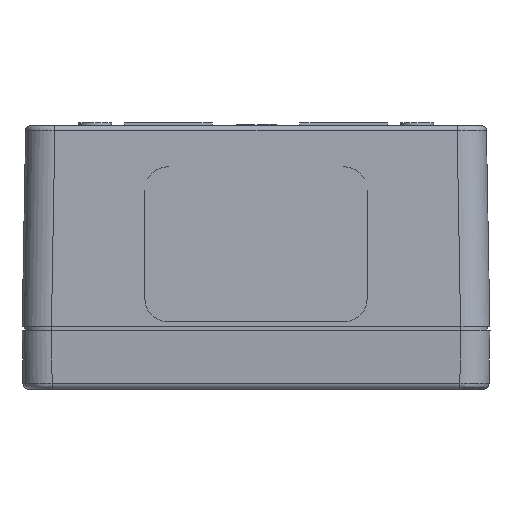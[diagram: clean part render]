
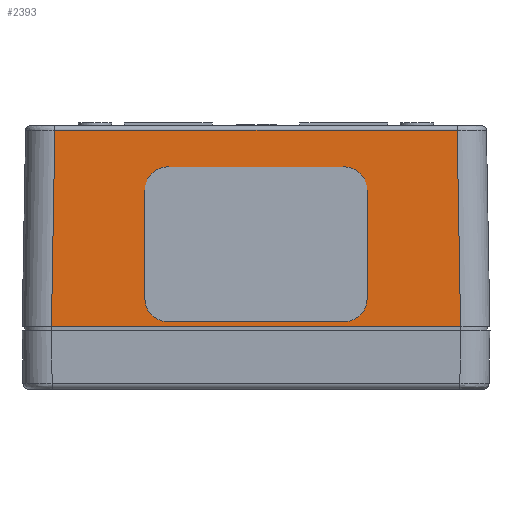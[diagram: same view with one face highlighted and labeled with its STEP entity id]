
A CAD part, left-side view. The second image highlights one B-rep face of the part: STEP entity #2393.
In plain terms, the highlighted planar face has unit normal (-1, 0, 0.018).
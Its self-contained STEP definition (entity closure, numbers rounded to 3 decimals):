
#667=CARTESIAN_POINT('',(-179.773,38.,13.016));
#668=VERTEX_POINT('',#667);
#675=CARTESIAN_POINT('',(-179.912,30.,5.017));
#676=VERTEX_POINT('',#675);
#677=CARTESIAN_POINT('',(-179.773,30.,13.016));
#678=DIRECTION('',(1.,0.,-0.017));
#679=DIRECTION('',(-0.017,0.,-1.));
#680=AXIS2_PLACEMENT_3D('',#677,#678,#679);
#681=CIRCLE('',#680,8.);
#682=EDGE_CURVE('',#676,#668,#681,.T.);
#709=CARTESIAN_POINT('',(-178.987,30.,58.009));
#710=VERTEX_POINT('',#709);
#717=CARTESIAN_POINT('',(-179.127,38.,50.01));
#718=VERTEX_POINT('',#717);
#719=CARTESIAN_POINT('',(-179.127,30.,50.01));
#720=DIRECTION('',(1.,0.0,-0.017));
#721=DIRECTION('',(0.0,1.0,0.0));
#722=AXIS2_PLACEMENT_3D('',#719,#720,#721);
#723=CIRCLE('',#722,8.);
#724=EDGE_CURVE('',#718,#710,#723,.T.);
#747=CARTESIAN_POINT('',(-179.773,38.,13.016));
#748=DIRECTION('',(0.017,0.0,1.));
#749=VECTOR('',#748,37.);
#750=LINE('',#747,#749);
#751=EDGE_CURVE('',#668,#718,#750,.T.);
#773=CARTESIAN_POINT('',(-179.127,-38.,50.01));
#774=VERTEX_POINT('',#773);
#781=CARTESIAN_POINT('',(-178.987,-30.,58.009));
#782=VERTEX_POINT('',#781);
#783=CARTESIAN_POINT('',(-179.127,-30.,50.01));
#784=DIRECTION('',(1.,0.,-0.017));
#785=DIRECTION('',(0.017,0.,1.));
#786=AXIS2_PLACEMENT_3D('',#783,#784,#785);
#787=CIRCLE('',#786,8.);
#788=EDGE_CURVE('',#782,#774,#787,.T.);
#811=CARTESIAN_POINT('',(-178.987,30.,58.009));
#812=DIRECTION('',(0.0,-1.0,0.0));
#813=VECTOR('',#812,60.);
#814=LINE('',#811,#813);
#815=EDGE_CURVE('',#710,#782,#814,.T.);
#835=CARTESIAN_POINT('',(-179.912,-30.,5.017));
#836=VERTEX_POINT('',#835);
#837=CARTESIAN_POINT('',(-179.912,-30.,5.017));
#838=DIRECTION('',(0.0,1.0,0.0));
#839=VECTOR('',#838,60.);
#840=LINE('',#837,#839);
#841=EDGE_CURVE('',#836,#676,#840,.T.);
#867=CARTESIAN_POINT('',(-179.773,-38.,13.016));
#868=VERTEX_POINT('',#867);
#869=CARTESIAN_POINT('',(-179.773,-30.,13.016));
#870=DIRECTION('',(1.,0.0,-0.017));
#871=DIRECTION('',(0.0,-1.0,0.0));
#872=AXIS2_PLACEMENT_3D('',#869,#870,#871);
#873=CIRCLE('',#872,8.);
#874=EDGE_CURVE('',#868,#836,#873,.T.);
#897=CARTESIAN_POINT('',(-179.127,-38.,50.01));
#898=DIRECTION('',(-0.017,0.0,-1.));
#899=VECTOR('',#898,37.);
#900=LINE('',#897,#899);
#901=EDGE_CURVE('',#774,#868,#900,.T.);
#2249=CARTESIAN_POINT('',(-179.939,-69.94,3.5));
#2250=VERTEX_POINT('',#2249);
#2258=CARTESIAN_POINT('',(-179.939,69.94,3.5));
#2259=VERTEX_POINT('',#2258);
#2260=CARTESIAN_POINT('',(-179.939,69.94,3.5));
#2261=DIRECTION('',(0.0,-1.0,0.0));
#2262=VECTOR('',#2261,139.881);
#2263=LINE('',#2260,#2262);
#2264=EDGE_CURVE('',#2259,#2250,#2263,.T.);
#2341=CARTESIAN_POINT('',(-178.769,68.77,70.526));
#2342=VERTEX_POINT('',#2341);
#2343=CARTESIAN_POINT('',(-179.939,69.94,3.5));
#2344=DIRECTION('',(0.017,-0.017,1.));
#2345=VECTOR('',#2344,67.047);
#2346=LINE('',#2343,#2345);
#2347=EDGE_CURVE('',#2259,#2342,#2346,.T.);
#2360=CARTESIAN_POINT('',(-180.,-80.,0.0));
#2361=DIRECTION('',(-1.,0.,0.017));
#2362=DIRECTION('',(0.0,-1.0,0.0));
#2363=AXIS2_PLACEMENT_3D('',#2360,#2361,#2362);
#2364=PLANE('',#2363);
#2365=ORIENTED_EDGE('',*,*,#2264,.T.);
#2366=CARTESIAN_POINT('',(-178.769,-68.77,70.526));
#2367=VERTEX_POINT('',#2366);
#2368=CARTESIAN_POINT('',(-178.769,-68.77,70.526));
#2369=DIRECTION('',(-0.017,-0.017,-1.));
#2370=VECTOR('',#2369,67.047);
#2371=LINE('',#2368,#2370);
#2372=EDGE_CURVE('',#2367,#2250,#2371,.T.);
#2373=ORIENTED_EDGE('',*,*,#2372,.F.);
#2374=CARTESIAN_POINT('',(-178.769,68.77,70.526));
#2375=DIRECTION('',(0.0,-1.0,0.0));
#2376=VECTOR('',#2375,137.541);
#2377=LINE('',#2374,#2376);
#2378=EDGE_CURVE('',#2342,#2367,#2377,.T.);
#2379=ORIENTED_EDGE('',*,*,#2378,.F.);
#2380=ORIENTED_EDGE('',*,*,#2347,.F.);
#2381=EDGE_LOOP('',(#2365,#2373,#2379,#2380));
#2382=FACE_OUTER_BOUND('',#2381,.T.);
#2383=ORIENTED_EDGE('',*,*,#788,.T.);
#2384=ORIENTED_EDGE('',*,*,#901,.T.);
#2385=ORIENTED_EDGE('',*,*,#874,.T.);
#2386=ORIENTED_EDGE('',*,*,#841,.T.);
#2387=ORIENTED_EDGE('',*,*,#682,.T.);
#2388=ORIENTED_EDGE('',*,*,#751,.T.);
#2389=ORIENTED_EDGE('',*,*,#724,.T.);
#2390=ORIENTED_EDGE('',*,*,#815,.T.);
#2391=EDGE_LOOP('',(#2383,#2384,#2385,#2386,#2387,#2388,#2389,#2390));
#2392=FACE_BOUND('',#2391,.T.);
#2393=ADVANCED_FACE('',(#2382,#2392),#2364,.T.);
